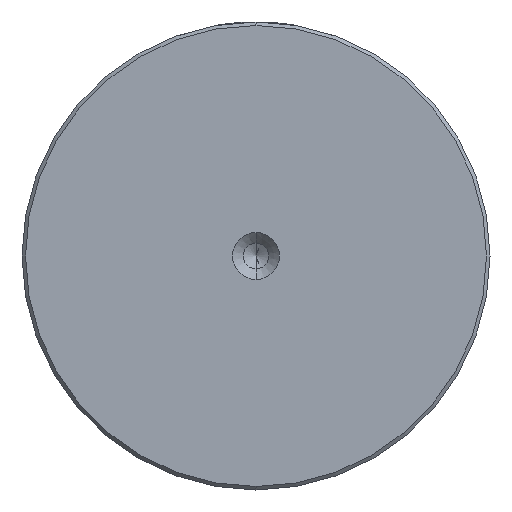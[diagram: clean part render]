
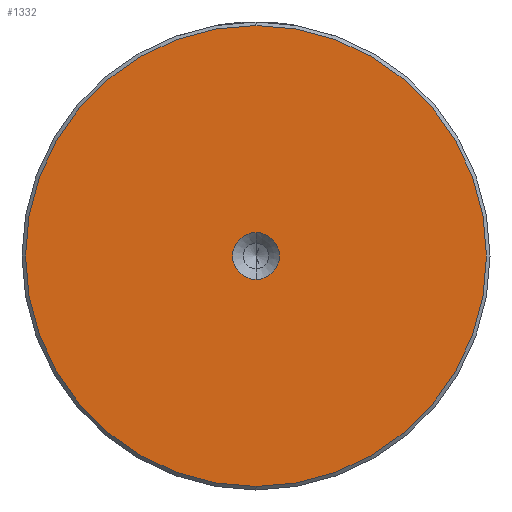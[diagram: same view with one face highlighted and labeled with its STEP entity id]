
A CAD part, left-side view. The second image highlights one B-rep face of the part: STEP entity #1332.
In plain terms, the highlighted planar face has unit normal (-1, 0, 0).
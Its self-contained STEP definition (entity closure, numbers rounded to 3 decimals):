
#119 = DIRECTION ( 'NONE',  ( 0., 0., 1. ) ) ;
#233 = EDGE_LOOP ( 'NONE', ( #904, #1367 ) ) ;
#271 = AXIS2_PLACEMENT_3D ( 'NONE', #2453, #1285, #119 ) ;
#287 = FACE_BOUND ( 'NONE', #233, .T. ) ;
#575 = CARTESIAN_POINT ( 'NONE',  ( 0., 0., 32.5 ) ) ;
#862 = EDGE_CURVE ( 'NONE', #2168, #2235, #2103, .T. ) ;
#904 = ORIENTED_EDGE ( 'NONE', *, *, #862, .F. ) ;
#906 = AXIS2_PLACEMENT_3D ( 'NONE', #1957, #1381, #1192 ) ;
#986 = EDGE_CURVE ( 'NONE', #1266, #1203, #2445, .T. ) ;
#1003 = PLANE ( 'NONE',  #2160 ) ;
#1017 = CARTESIAN_POINT ( 'NONE',  ( 0., 0., 0. ) ) ;
#1094 = DIRECTION ( 'NONE',  ( -1., 0., 0. ) ) ;
#1189 = DIRECTION ( 'NONE',  ( 0., 0., 1. ) ) ;
#1192 = DIRECTION ( 'NONE',  ( 0., 0., 1. ) ) ;
#1203 = VERTEX_POINT ( 'NONE', #575 ) ;
#1209 = DIRECTION ( 'NONE',  ( 0., 0., 1. ) ) ;
#1254 = FACE_OUTER_BOUND ( 'NONE', #2356, .T. ) ;
#1266 = VERTEX_POINT ( 'NONE', #2337 ) ;
#1285 = DIRECTION ( 'NONE',  ( -1., 0., 0. ) ) ;
#1332 = ADVANCED_FACE ( 'NONE', ( #1254, #287 ), #1003, .T. ) ;
#1360 = EDGE_CURVE ( 'NONE', #2235, #2168, #1815, .T. ) ;
#1367 = ORIENTED_EDGE ( 'NONE', *, *, #1360, .F. ) ;
#1381 = DIRECTION ( 'NONE',  ( -1., 0., 0. ) ) ;
#1513 = ORIENTED_EDGE ( 'NONE', *, *, #1635, .T. ) ;
#1531 = ORIENTED_EDGE ( 'NONE', *, *, #986, .T. ) ;
#1554 = CIRCLE ( 'NONE', #2245, 32.5 ) ;
#1635 = EDGE_CURVE ( 'NONE', #1203, #1266, #1554, .T. ) ;
#1815 = CIRCLE ( 'NONE', #2302, 3.3 ) ;
#1938 = CARTESIAN_POINT ( 'NONE',  ( 0., 0., 0. ) ) ;
#1957 = CARTESIAN_POINT ( 'NONE',  ( 0., 0., 0. ) ) ;
#2103 = CIRCLE ( 'NONE', #906, 3.3 ) ;
#2160 = AXIS2_PLACEMENT_3D ( 'NONE', #1938, #2353, #1189 ) ;
#2168 = VERTEX_POINT ( 'NONE', #2242 ) ;
#2235 = VERTEX_POINT ( 'NONE', #2246 ) ;
#2242 = CARTESIAN_POINT ( 'NONE',  ( 0., 0., 3.3 ) ) ;
#2244 = CARTESIAN_POINT ( 'NONE',  ( 0., 0., 0. ) ) ;
#2245 = AXIS2_PLACEMENT_3D ( 'NONE', #2244, #1094, #2449 ) ;
#2246 = CARTESIAN_POINT ( 'NONE',  ( 0., 0., -3.3 ) ) ;
#2302 = AXIS2_PLACEMENT_3D ( 'NONE', #1017, #2371, #1209 ) ;
#2337 = CARTESIAN_POINT ( 'NONE',  ( 0., 0., -32.5 ) ) ;
#2353 = DIRECTION ( 'NONE',  ( -1., 0., 0. ) ) ;
#2356 = EDGE_LOOP ( 'NONE', ( #1531, #1513 ) ) ;
#2371 = DIRECTION ( 'NONE',  ( -1., 0., 0. ) ) ;
#2445 = CIRCLE ( 'NONE', #271, 32.5 ) ;
#2449 = DIRECTION ( 'NONE',  ( 0., 0., 1. ) ) ;
#2453 = CARTESIAN_POINT ( 'NONE',  ( 0., 0., 0. ) ) ;
